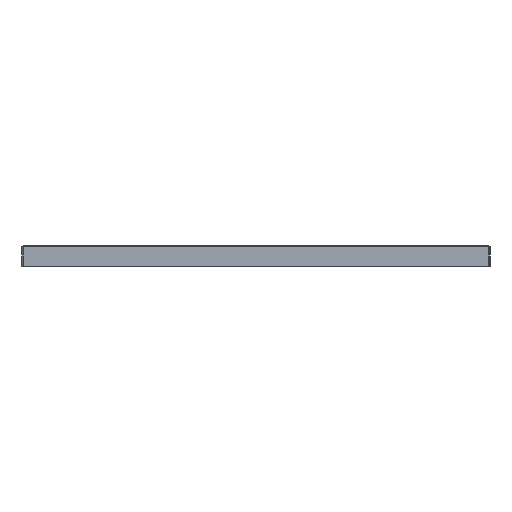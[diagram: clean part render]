
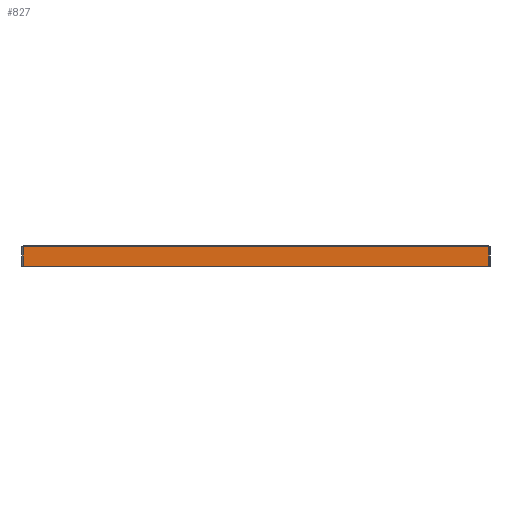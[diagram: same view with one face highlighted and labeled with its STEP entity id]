
A CAD part, left-side view. The second image highlights one B-rep face of the part: STEP entity #827.
In plain terms, the highlighted planar face has unit normal (-1, 0, 0).
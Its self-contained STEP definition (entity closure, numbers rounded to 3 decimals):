
#565=FACE_OUTER_BOUND('',#1305,.T.);
#827=ADVANCED_FACE('',(#565),#1008,.T.);
#1008=PLANE('',#5366);
#1305=EDGE_LOOP('',(#2673,#2674,#2675,#2676));
#2673=ORIENTED_EDGE('',*,*,#4132,.T.);
#2674=ORIENTED_EDGE('',*,*,#4133,.T.);
#2675=ORIENTED_EDGE('',*,*,#4134,.T.);
#2676=ORIENTED_EDGE('',*,*,#4135,.F.);
#3494=VERTEX_POINT('',#27268);
#3495=VERTEX_POINT('',#27269);
#3496=VERTEX_POINT('',#27271);
#3497=VERTEX_POINT('',#27273);
#4132=EDGE_CURVE('',#3494,#3495,#4614,.T.);
#4133=EDGE_CURVE('',#3495,#3496,#4615,.T.);
#4134=EDGE_CURVE('',#3496,#3497,#4616,.T.);
#4135=EDGE_CURVE('',#3494,#3497,#4617,.T.);
#4614=LINE('',#27267,#4981);
#4615=LINE('',#27270,#4982);
#4616=LINE('',#27272,#4983);
#4617=LINE('',#27274,#4984);
#4981=VECTOR('',#6482,1.);
#4982=VECTOR('',#6483,1.);
#4983=VECTOR('',#6484,1.);
#4984=VECTOR('',#6485,1.);
#5366=AXIS2_PLACEMENT_3D('',#27275,#6486,#6487);
#6482=DIRECTION('',(0.,0.,1.));
#6483=DIRECTION('',(0.,1.,0.));
#6484=DIRECTION('',(0.,0.,-1.));
#6485=DIRECTION('',(0.,1.,0.));
#6486=DIRECTION('',(-1.,0.,0.));
#6487=DIRECTION('',(0.,0.,1.));
#27267=CARTESIAN_POINT('',(-200.,-348.5,30.));
#27268=CARTESIAN_POINT('',(-200.,-348.5,0.));
#27269=CARTESIAN_POINT('',(-200.,-348.5,28.5));
#27270=CARTESIAN_POINT('',(-200.,348.5,28.5));
#27271=CARTESIAN_POINT('',(-200.,348.5,28.5));
#27272=CARTESIAN_POINT('',(-200.,348.5,30.));
#27273=CARTESIAN_POINT('',(-200.,348.5,0.));
#27274=CARTESIAN_POINT('',(-200.,-350.,0.));
#27275=CARTESIAN_POINT('',(-200.,-350.,30.));
